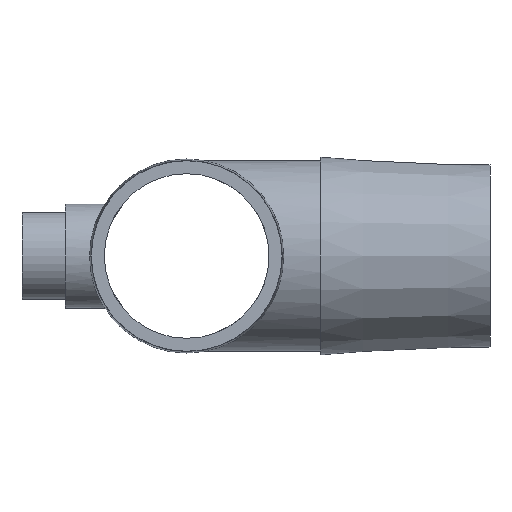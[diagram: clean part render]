
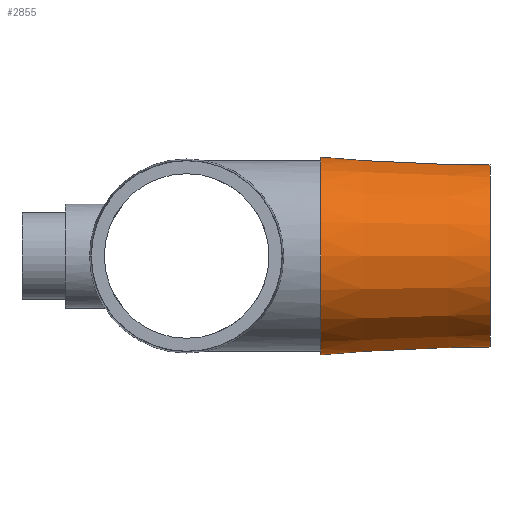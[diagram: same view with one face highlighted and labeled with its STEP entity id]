
A CAD part, left-side view. The second image highlights one B-rep face of the part: STEP entity #2855.
In plain terms, the highlighted conical face has half-angle 2.643 degrees and reference radius 10.5 mm.
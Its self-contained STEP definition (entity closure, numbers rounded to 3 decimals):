
#2180 = PLANE('',#2181);
#2181 = AXIS2_PLACEMENT_3D('',#2182,#2183,#2184);
#2182 = CARTESIAN_POINT('',(0.,-15.5,0.));
#2183 = DIRECTION('',(0.,1.,0.));
#2184 = DIRECTION('',(-1.,0.,0.));
#2298 = EDGE_CURVE('',#2299,#2299,#2301,.T.);
#2299 = VERTEX_POINT('',#2300);
#2300 = CARTESIAN_POINT('',(-11.4,-15.5,0.));
#2301 = SURFACE_CURVE('',#2302,(#2307,#2314),.PCURVE_S1.);
#2302 = CIRCLE('',#2303,11.4);
#2303 = AXIS2_PLACEMENT_3D('',#2304,#2305,#2306);
#2304 = CARTESIAN_POINT('',(0.,-15.5,0.));
#2305 = DIRECTION('',(0.,1.,-0.));
#2306 = DIRECTION('',(-1.,0.,0.));
#2307 = PCURVE('',#2180,#2308);
#2308 = DEFINITIONAL_REPRESENTATION('',(#2309),#2313);
#2309 = CIRCLE('',#2310,11.4);
#2310 = AXIS2_PLACEMENT_2D('',#2311,#2312);
#2311 = CARTESIAN_POINT('',(0.,0.));
#2312 = DIRECTION('',(1.,0.));
#2313 = ( GEOMETRIC_REPRESENTATION_CONTEXT(2) 
PARAMETRIC_REPRESENTATION_CONTEXT() REPRESENTATION_CONTEXT('2D SPACE',''
  ) );
#2314 = PCURVE('',#2315,#2320);
#2315 = CONICAL_SURFACE('',#2316,10.5,0.046);
#2316 = AXIS2_PLACEMENT_3D('',#2317,#2318,#2319);
#2317 = CARTESIAN_POINT('',(0.,-35.,0.));
#2318 = DIRECTION('',(0.,1.,0.));
#2319 = DIRECTION('',(-1.,0.,0.));
#2320 = DEFINITIONAL_REPRESENTATION('',(#2321),#2325);
#2321 = LINE('',#2322,#2323);
#2322 = CARTESIAN_POINT('',(0.,19.5));
#2323 = VECTOR('',#2324,1.);
#2324 = DIRECTION('',(1.,0.));
#2325 = ( GEOMETRIC_REPRESENTATION_CONTEXT(2) 
PARAMETRIC_REPRESENTATION_CONTEXT() REPRESENTATION_CONTEXT('2D SPACE',''
  ) );
#2855 = ADVANCED_FACE('',(#2856),#2315,.T.);
#2856 = FACE_BOUND('',#2857,.T.);
#2857 = EDGE_LOOP('',(#2858,#2887,#2908,#2909));
#2858 = ORIENTED_EDGE('',*,*,#2859,.T.);
#2859 = EDGE_CURVE('',#2860,#2860,#2862,.T.);
#2860 = VERTEX_POINT('',#2861);
#2861 = CARTESIAN_POINT('',(-10.5,-35.,0.));
#2862 = SURFACE_CURVE('',#2863,(#2868,#2875),.PCURVE_S1.);
#2863 = CIRCLE('',#2864,10.5);
#2864 = AXIS2_PLACEMENT_3D('',#2865,#2866,#2867);
#2865 = CARTESIAN_POINT('',(0.,-35.,0.));
#2866 = DIRECTION('',(0.,1.,-0.));
#2867 = DIRECTION('',(-1.,0.,0.));
#2868 = PCURVE('',#2315,#2869);
#2869 = DEFINITIONAL_REPRESENTATION('',(#2870),#2874);
#2870 = LINE('',#2871,#2872);
#2871 = CARTESIAN_POINT('',(0.,0.));
#2872 = VECTOR('',#2873,1.);
#2873 = DIRECTION('',(1.,0.));
#2874 = ( GEOMETRIC_REPRESENTATION_CONTEXT(2) 
PARAMETRIC_REPRESENTATION_CONTEXT() REPRESENTATION_CONTEXT('2D SPACE',''
  ) );
#2875 = PCURVE('',#2876,#2881);
#2876 = PLANE('',#2877);
#2877 = AXIS2_PLACEMENT_3D('',#2878,#2879,#2880);
#2878 = CARTESIAN_POINT('',(0.,-35.,0.));
#2879 = DIRECTION('',(0.,1.,0.));
#2880 = DIRECTION('',(-1.,-0.,-0.));
#2881 = DEFINITIONAL_REPRESENTATION('',(#2882),#2886);
#2882 = CIRCLE('',#2883,10.5);
#2883 = AXIS2_PLACEMENT_2D('',#2884,#2885);
#2884 = CARTESIAN_POINT('',(0.,0.));
#2885 = DIRECTION('',(1.,-0.));
#2886 = ( GEOMETRIC_REPRESENTATION_CONTEXT(2) 
PARAMETRIC_REPRESENTATION_CONTEXT() REPRESENTATION_CONTEXT('2D SPACE',''
  ) );
#2887 = ORIENTED_EDGE('',*,*,#2888,.T.);
#2888 = EDGE_CURVE('',#2860,#2299,#2889,.T.);
#2889 = SEAM_CURVE('',#2890,(#2894,#2901),.PCURVE_S1.);
#2890 = LINE('',#2891,#2892);
#2891 = CARTESIAN_POINT('',(-10.5,-35.,0.));
#2892 = VECTOR('',#2893,1.);
#2893 = DIRECTION('',(-0.046,0.999,0.));
#2894 = PCURVE('',#2315,#2895);
#2895 = DEFINITIONAL_REPRESENTATION('',(#2896),#2900);
#2896 = LINE('',#2897,#2898);
#2897 = CARTESIAN_POINT('',(0.,0.));
#2898 = VECTOR('',#2899,1.);
#2899 = DIRECTION('',(0.,1.));
#2900 = ( GEOMETRIC_REPRESENTATION_CONTEXT(2) 
PARAMETRIC_REPRESENTATION_CONTEXT() REPRESENTATION_CONTEXT('2D SPACE',''
  ) );
#2901 = PCURVE('',#2315,#2902);
#2902 = DEFINITIONAL_REPRESENTATION('',(#2903),#2907);
#2903 = LINE('',#2904,#2905);
#2904 = CARTESIAN_POINT('',(6.283,0.));
#2905 = VECTOR('',#2906,1.);
#2906 = DIRECTION('',(0.,1.));
#2907 = ( GEOMETRIC_REPRESENTATION_CONTEXT(2) 
PARAMETRIC_REPRESENTATION_CONTEXT() REPRESENTATION_CONTEXT('2D SPACE',''
  ) );
#2908 = ORIENTED_EDGE('',*,*,#2298,.F.);
#2909 = ORIENTED_EDGE('',*,*,#2888,.F.);
